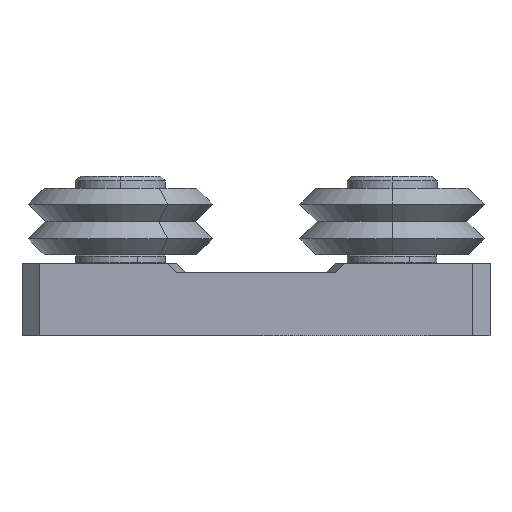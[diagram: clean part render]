
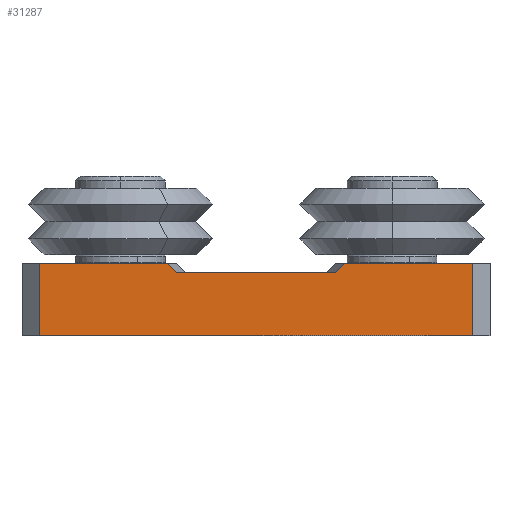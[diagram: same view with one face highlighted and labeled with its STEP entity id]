
A CAD part, left-side view. The second image highlights one B-rep face of the part: STEP entity #31287.
In plain terms, the highlighted planar face has unit normal (-1, 0, 0).
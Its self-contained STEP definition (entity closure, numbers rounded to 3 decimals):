
#55 = ORIENTED_EDGE ( 'NONE', *, *, #19308, .T. ) ;
#78 = VERTEX_POINT ( 'NONE', #9034 ) ;
#449 = DIRECTION ( 'NONE',  ( 0., 0.716, 0.699 ) ) ;
#463 = CARTESIAN_POINT ( 'NONE',  ( -60., 39., 12. ) ) ;
#1228 = VECTOR ( 'NONE', #31113, 1000. ) ;
#2401 = VERTEX_POINT ( 'NONE', #30901 ) ;
#2692 = EDGE_CURVE ( 'NONE', #14521, #38872, #20976, .T. ) ;
#3273 = VERTEX_POINT ( 'NONE', #37194 ) ;
#3455 = EDGE_CURVE ( 'NONE', #35413, #3273, #34061, .T. ) ;
#4361 = LINE ( 'NONE', #463, #4573 ) ;
#4431 = VECTOR ( 'NONE', #31102, 1000. ) ;
#4573 = VECTOR ( 'NONE', #19688, 1000. ) ;
#5363 = CARTESIAN_POINT ( 'NONE',  ( -60., 12.77, -14.867 ) ) ;
#6375 = CARTESIAN_POINT ( 'NONE',  ( -60., 36., 0. ) ) ;
#7982 = ORIENTED_EDGE ( 'NONE', *, *, #3455, .T. ) ;
#8336 = CARTESIAN_POINT ( 'NONE',  ( -60., 39., 12. ) ) ;
#8477 = EDGE_CURVE ( 'NONE', #14521, #78, #4361, .T. ) ;
#9034 = CARTESIAN_POINT ( 'NONE',  ( -60., -36., 12. ) ) ;
#10680 = PLANE ( 'NONE',  #24825 ) ;
#12228 = DIRECTION ( 'NONE',  ( 1., 0., 0. ) ) ;
#12635 = CARTESIAN_POINT ( 'NONE',  ( -60., 39., 12. ) ) ;
#12895 = LINE ( 'NONE', #12635, #20188 ) ;
#14514 = VECTOR ( 'NONE', #30504, 1000. ) ;
#14521 = VERTEX_POINT ( 'NONE', #25932 ) ;
#15161 = ORIENTED_EDGE ( 'NONE', *, *, #44630, .T. ) ;
#15649 = ORIENTED_EDGE ( 'NONE', *, *, #44789, .F. ) ;
#17790 = CARTESIAN_POINT ( 'NONE',  ( -60., -36., 12. ) ) ;
#17825 = ORIENTED_EDGE ( 'NONE', *, *, #45811, .F. ) ;
#19185 = DIRECTION ( 'NONE',  ( 0., -1., 0. ) ) ;
#19308 = EDGE_CURVE ( 'NONE', #2401, #47002, #27464, .T. ) ;
#19688 = DIRECTION ( 'NONE',  ( 0., -1., 0. ) ) ;
#19886 = CARTESIAN_POINT ( 'NONE',  ( -60., 36., 12. ) ) ;
#20188 = VECTOR ( 'NONE', #36279, 1000. ) ;
#20192 = CARTESIAN_POINT ( 'NONE',  ( -60., 27.166, 24.122 ) ) ;
#20976 = LINE ( 'NONE', #5363, #26312 ) ;
#23684 = CARTESIAN_POINT ( 'NONE',  ( -60., 36., 12. ) ) ;
#24825 = AXIS2_PLACEMENT_3D ( 'NONE', #8336, #12228, #32012 ) ;
#25177 = ORIENTED_EDGE ( 'NONE', *, *, #2692, .T. ) ;
#25932 = CARTESIAN_POINT ( 'NONE',  ( -60., -14.75, 12. ) ) ;
#26118 = LINE ( 'NONE', #30584, #1228 ) ;
#26312 = VECTOR ( 'NONE', #32472, 1000. ) ;
#27413 = LINE ( 'NONE', #19886, #4431 ) ;
#27464 = LINE ( 'NONE', #20192, #42085 ) ;
#29872 = VERTEX_POINT ( 'NONE', #23684 ) ;
#30504 = DIRECTION ( 'NONE',  ( 0., 0., 1. ) ) ;
#30584 = CARTESIAN_POINT ( 'NONE',  ( -60., 11.75, 10.5 ) ) ;
#30901 = CARTESIAN_POINT ( 'NONE',  ( -60., 13.214, 10.5 ) ) ;
#31102 = DIRECTION ( 'NONE',  ( 0., 0., -1. ) ) ;
#31113 = DIRECTION ( 'NONE',  ( 0., -1., 0. ) ) ;
#31287 = ADVANCED_FACE ( 'NONE', ( #38740 ), #10680, .F. ) ;
#32012 = DIRECTION ( 'NONE',  ( 0., 1., 0. ) ) ;
#32472 = DIRECTION ( 'NONE',  ( 0., 0.716, -0.699 ) ) ;
#34061 = LINE ( 'NONE', #50938, #45517 ) ;
#35413 = VERTEX_POINT ( 'NONE', #6375 ) ;
#35791 = EDGE_CURVE ( 'NONE', #3273, #78, #50022, .T. ) ;
#36279 = DIRECTION ( 'NONE',  ( 0., -1., 0. ) ) ;
#37194 = CARTESIAN_POINT ( 'NONE',  ( -60., -36., 0. ) ) ;
#38107 = CARTESIAN_POINT ( 'NONE',  ( -60., 14.75, 12. ) ) ;
#38163 = ORIENTED_EDGE ( 'NONE', *, *, #8477, .F. ) ;
#38740 = FACE_OUTER_BOUND ( 'NONE', #48317, .T. ) ;
#38872 = VERTEX_POINT ( 'NONE', #42317 ) ;
#42085 = VECTOR ( 'NONE', #449, 1000. ) ;
#42317 = CARTESIAN_POINT ( 'NONE',  ( -60., -13.214, 10.5 ) ) ;
#44630 = EDGE_CURVE ( 'NONE', #29872, #35413, #27413, .T. ) ;
#44789 = EDGE_CURVE ( 'NONE', #29872, #47002, #12895, .T. ) ;
#45517 = VECTOR ( 'NONE', #19185, 1000. ) ;
#45811 = EDGE_CURVE ( 'NONE', #2401, #38872, #26118, .T. ) ;
#47002 = VERTEX_POINT ( 'NONE', #38107 ) ;
#48317 = EDGE_LOOP ( 'NONE', ( #17825, #55, #15649, #15161, #7982, #49918, #38163, #25177 ) ) ;
#49918 = ORIENTED_EDGE ( 'NONE', *, *, #35791, .T. ) ;
#50022 = LINE ( 'NONE', #17790, #14514 ) ;
#50938 = CARTESIAN_POINT ( 'NONE',  ( -60., 39., 0. ) ) ;
